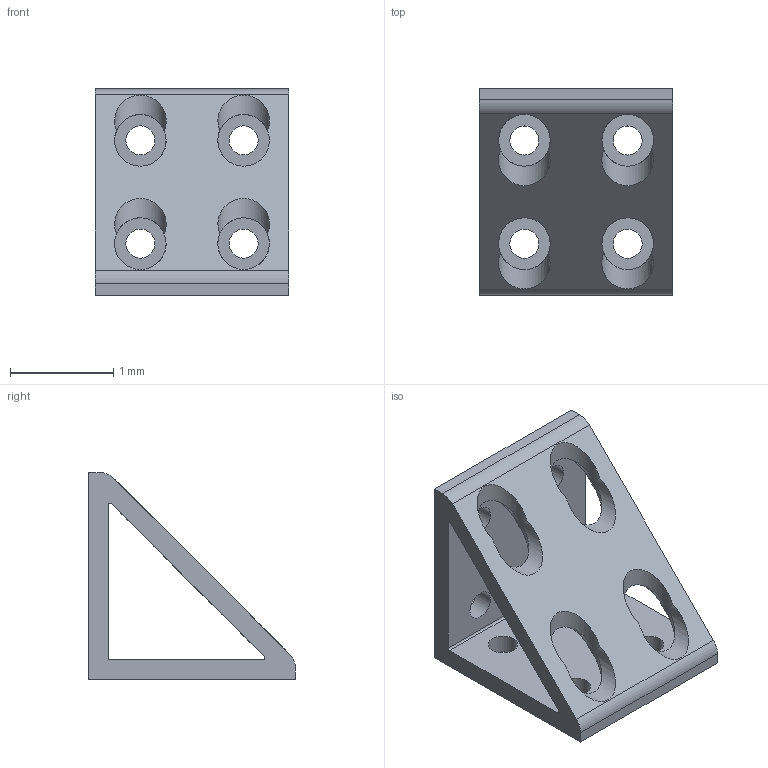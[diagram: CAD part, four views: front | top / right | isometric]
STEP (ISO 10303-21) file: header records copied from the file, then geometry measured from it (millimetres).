
FILE_DESCRIPTION((''),'2;1');
FILE_NAME('10CB4107.stp','2015-07-07T13:12:37',(''),(''),'Mechanical Desktop 2011','Mechanical Desktop 2011',', , ');
FILE_SCHEMA(('CONFIG_CONTROL_DESIGN'));
Length unit declared in the file: millimetre
Products named in the file (1): Product
Bounding box: 1.88 x 2 x 2 mm (x, y, z)
Volume: 1.8 mm3; surface area: 24.3 mm2
Topology: 1 solids, 1 shells, 51 faces, 151 edges, 98 vertices
Faces by surface type: cylinder 41, plane 10
Entity records: 2030 total; most frequent: CARTESIAN_POINT 449, DIRECTION 337, ORIENTED_EDGE 302, EDGE_CURVE 151, AXIS2_PLACEMENT_3D 142, VERTEX_POINT 98, EDGE_LOOP 73, VECTOR 53
